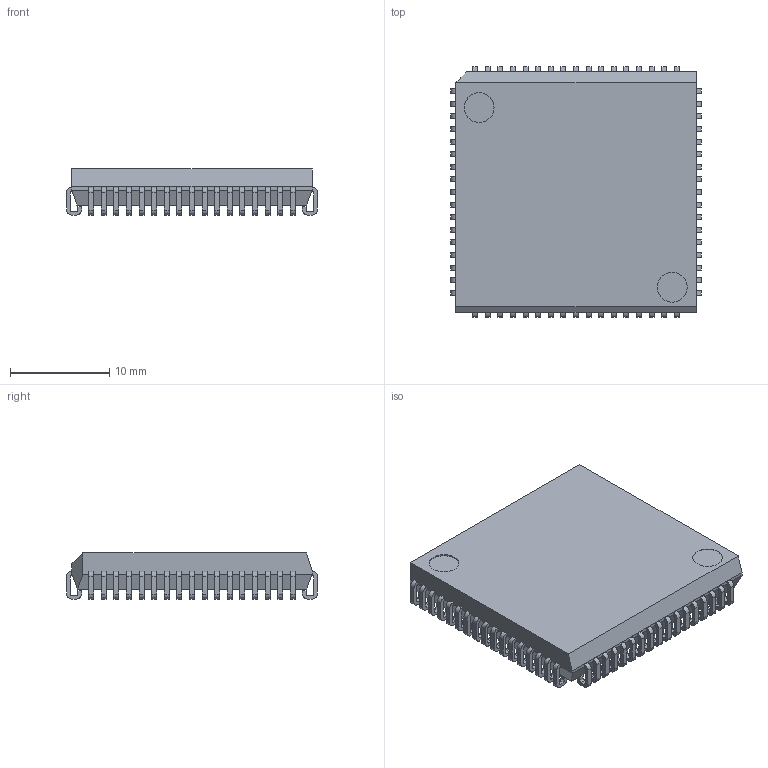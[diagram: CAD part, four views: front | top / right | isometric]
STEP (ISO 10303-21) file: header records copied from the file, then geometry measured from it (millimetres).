
FILE_DESCRIPTION(('FreeCAD Model'),'2;1');
FILE_NAME('Open CASCADE Shape Model','2021-12-16T23:45:33',('Doomn00b'), (''),'Open CASCADE STEP processor 7.5','FreeCAD','Unknown');
FILE_SCHEMA(('AUTOMOTIVE_DESIGN { 1 0 10303 214 1 1 1 1 }'));
Length unit declared in the file: millimetre
Products named in the file (79): PLCC_68; Body; Legs; Side1-legs; Leg; Leg001; Leg002; Leg003; Leg004; Leg005; Leg006; Leg007; Leg008; Leg009; Leg010; Leg011; Leg012; Leg013; Leg014; Leg015; Leg016; Side2-legs; Leg021; Leg022; Leg023; Leg024; Leg017; Leg018; Leg019; Leg020; Leg027; Leg026; Leg025; Leg028; Leg029; Leg030; Leg032; Leg031; Leg033; Side3-legs ...
Assembly tree (146 placements, depth 4):
  PLCC_68
    Body
    Legs
      Side1-legs
        Leg
        Leg001
        Leg002
        Leg003
        Leg004
        Leg005
        Leg006
        Leg007
        Leg008
        Leg009
        Leg010
        Leg011
        Leg012
        Leg013
        Leg014
        Leg015
        Leg016
      Side2-legs
        Leg021
        Leg022
        Leg023
        Leg024
        Leg017
        Leg018
        Leg019
        Leg020
        Leg027
        Leg026
        Leg025
        Leg028
        Leg029
        Leg030
        Leg032
        Leg031
        Leg033
      Side3-legs
        Leg038
        Leg039
        Leg040
        Leg041
        Leg034
        Leg035
        Leg036
        Leg037
        Leg044
        Leg043
        Leg042
        Leg045
        Leg046
        Leg047
        Leg049
        Leg048
        Leg050
      Side4-legs
        Leg060
        Leg058
Bounding box: 25.25 x 25.25 x 4.64 mm (x, y, z)
Volume: 2187 mm3; surface area: 2709.9 mm2
Topology: 137 solids, 137 shells, 2737 faces, 7379 edges, 4918 vertices
Faces by surface type: plane 1919, cylinder 818
Full cylindrical faces by diameter (mm): 3 x2
Entity records: 46280 total; most frequent: CARTESIAN_POINT 7701, DIRECTION 7575, ORIENTED_EDGE 7414, EDGE_CURVE 3707, LINE 2887, VECTOR 2887, VERTEX_POINT 2470, AXIS2_PLACEMENT_3D 2344
